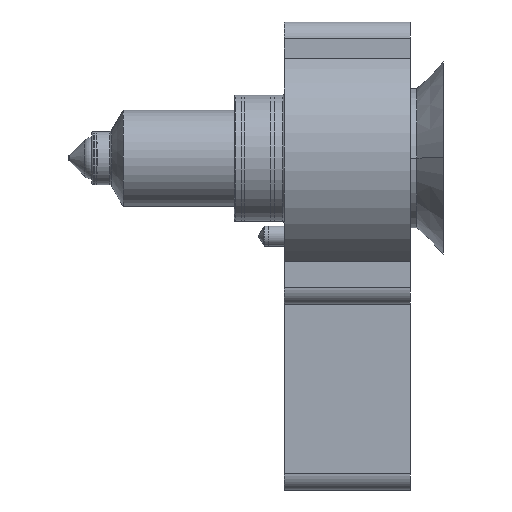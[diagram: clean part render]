
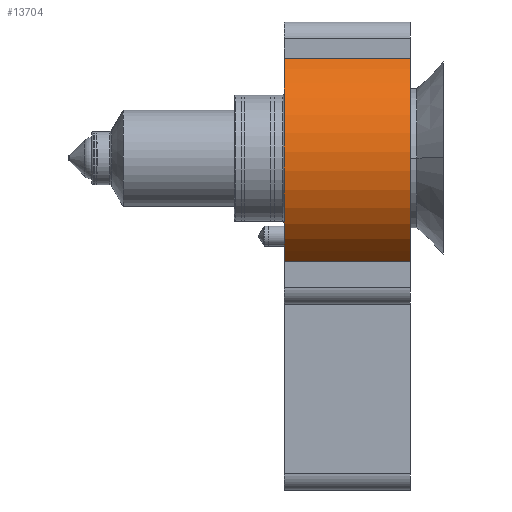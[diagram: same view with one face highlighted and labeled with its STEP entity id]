
A CAD part, top view. The second image highlights one B-rep face of the part: STEP entity #13704.
In plain terms, the highlighted cylindrical face has radius 35 mm (diameter 70 mm), a partial arc.
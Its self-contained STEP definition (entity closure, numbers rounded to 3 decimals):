
#20 = DIRECTION ( 'NONE',  ( 0., 0., 1. ) ) ;
#259 = CARTESIAN_POINT ( 'NONE',  ( 0., 0., 0. ) ) ;
#1249 = DIRECTION ( 'NONE',  ( 0., 0., -1. ) ) ;
#1534 = DIRECTION ( 'NONE',  ( 1., 0., 0. ) ) ;
#1761 = CARTESIAN_POINT ( 'NONE',  ( 18., -30.017, 0. ) ) ;
#2802 = VECTOR ( 'NONE', #13373, 1000. ) ;
#3024 = LINE ( 'NONE', #14239, #2802 ) ;
#3408 = CIRCLE ( 'NONE', #18797, 35. ) ;
#3944 = CIRCLE ( 'NONE', #11458, 35. ) ;
#3982 = ORIENTED_EDGE ( 'NONE', *, *, #17987, .T. ) ;
#4194 = VECTOR ( 'NONE', #15638, 1000. ) ;
#4321 = LINE ( 'NONE', #15717, #4194 ) ;
#8078 = CYLINDRICAL_SURFACE ( 'NONE', #8945, 35. ) ;
#8258 = FACE_OUTER_BOUND ( 'NONE', #13768, .T. ) ;
#8341 = VERTEX_POINT ( 'NONE', #1761 ) ;
#8945 = AXIS2_PLACEMENT_3D ( 'NONE', #14700, #1249, #10573 ) ;
#9345 = CARTESIAN_POINT ( 'NONE',  ( 16., 31.129, 38. ) ) ;
#9964 = EDGE_CURVE ( 'NONE', #8341, #15465, #3944, .T. ) ;
#10573 = DIRECTION ( 'NONE',  ( -1., 0., 0. ) ) ;
#11458 = AXIS2_PLACEMENT_3D ( 'NONE', #259, #20, #1534 ) ;
#11596 = VERTEX_POINT ( 'NONE', #9345 ) ;
#12884 = CARTESIAN_POINT ( 'NONE',  ( 16., 31.129, 0. ) ) ;
#12901 = ORIENTED_EDGE ( 'NONE', *, *, #18139, .F. ) ;
#13373 = DIRECTION ( 'NONE',  ( 0., 0., -1. ) ) ;
#13704 = ADVANCED_FACE ( 'NONE', ( #8258 ), #8078, .T. ) ;
#13768 = EDGE_LOOP ( 'NONE', ( #15104, #12901, #14045, #3982 ) ) ;
#14045 = ORIENTED_EDGE ( 'NONE', *, *, #18079, .F. ) ;
#14239 = CARTESIAN_POINT ( 'NONE',  ( 16., 31.129, 38. ) ) ;
#14428 = DIRECTION ( 'NONE',  ( 1., 0., 0. ) ) ;
#14477 = DIRECTION ( 'NONE',  ( 0., 0., 1. ) ) ;
#14540 = CARTESIAN_POINT ( 'NONE',  ( 0., 0., 38. ) ) ;
#14700 = CARTESIAN_POINT ( 'NONE',  ( 0., 0., 38. ) ) ;
#14844 = VERTEX_POINT ( 'NONE', #14984 ) ;
#14984 = CARTESIAN_POINT ( 'NONE',  ( 18., -30.017, 38. ) ) ;
#15104 = ORIENTED_EDGE ( 'NONE', *, *, #9964, .T. ) ;
#15465 = VERTEX_POINT ( 'NONE', #12884 ) ;
#15638 = DIRECTION ( 'NONE',  ( 0., 0., -1. ) ) ;
#15717 = CARTESIAN_POINT ( 'NONE',  ( 18., -30.017, 38. ) ) ;
#17987 = EDGE_CURVE ( 'NONE', #14844, #8341, #4321, .T. ) ;
#18079 = EDGE_CURVE ( 'NONE', #14844, #11596, #3408, .T. ) ;
#18139 = EDGE_CURVE ( 'NONE', #11596, #15465, #3024, .T. ) ;
#18797 = AXIS2_PLACEMENT_3D ( 'NONE', #14540, #14477, #14428 ) ;
